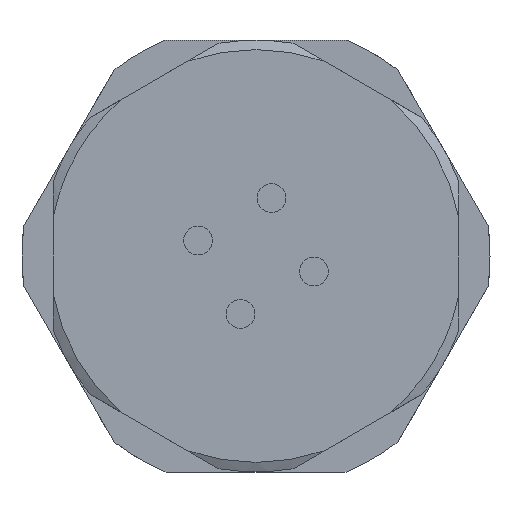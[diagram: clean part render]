
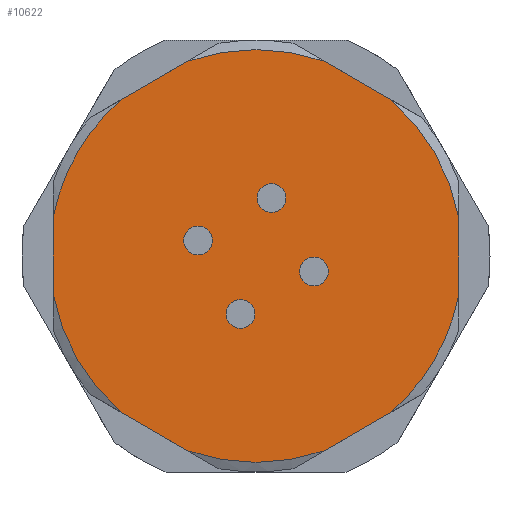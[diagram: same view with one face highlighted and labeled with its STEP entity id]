
A CAD part, front view. The second image highlights one B-rep face of the part: STEP entity #10622.
In plain terms, the highlighted planar face has unit normal (0, -1, 0).
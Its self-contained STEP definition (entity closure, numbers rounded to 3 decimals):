
#1841=DIRECTION('',(0.866,0.,0.5));
#1842=VECTOR('',#1841,3.198);
#1843=CARTESIAN_POINT('',(2.84,-10.017,
-8.118));
#1844=LINE('',#1843,#1842);
#1877=CARTESIAN_POINT('',(0.,-10.017,0.));
#1878=DIRECTION('',(0.,1.,0.));
#1879=DIRECTION('',(0.983,0.,-0.186));
#1880=AXIS2_PLACEMENT_3D('',#1877,#1878,#1879);
#1882=CARTESIAN_POINT('',(0.,-10.017,0.));
#1883=DIRECTION('',(0.,1.,0.));
#1884=DIRECTION('',(0.866,0.,-0.5));
#1885=AXIS2_PLACEMENT_3D('',#1882,#1883,#1884);
#1887=CARTESIAN_POINT('',(0.,-10.017,0.));
#1888=DIRECTION('',(0.,1.,0.));
#1889=DIRECTION('',(0.33,0.,-0.944));
#1890=AXIS2_PLACEMENT_3D('',#1887,#1888,#1889);
#1892=DIRECTION('',(-0.866,0.,0.5));
#1893=VECTOR('',#1892,3.198);
#1894=CARTESIAN_POINT('',(-2.84,-10.017,
-8.118));
#1895=LINE('',#1894,#1893);
#1896=CARTESIAN_POINT('',(0.,-10.017,0.));
#1897=DIRECTION('',(0.,1.,0.));
#1898=DIRECTION('',(-0.652,0.,-0.758));
#1899=AXIS2_PLACEMENT_3D('',#1896,#1897,#1898);
#1901=DIRECTION('',(0.,0.,1.));
#1902=VECTOR('',#1901,3.198);
#1903=CARTESIAN_POINT('',(-8.45,-10.017,-1.599));
#1904=LINE('',#1903,#1902);
#1905=CARTESIAN_POINT('',(0.,-10.017,0.));
#1906=DIRECTION('',(0.,1.,0.));
#1907=DIRECTION('',(-0.983,0.,0.186));
#1908=AXIS2_PLACEMENT_3D('',#1905,#1906,#1907);
#1910=CARTESIAN_POINT('',(0.,-10.017,0.));
#1911=DIRECTION('',(0.,1.,0.));
#1912=DIRECTION('',(-0.866,0.,0.5));
#1913=AXIS2_PLACEMENT_3D('',#1910,#1911,#1912);
#1915=CARTESIAN_POINT('',(0.,-10.017,0.));
#1916=DIRECTION('',(0.,1.,0.));
#1917=DIRECTION('',(-0.33,0.,0.944));
#1918=AXIS2_PLACEMENT_3D('',#1915,#1916,#1917);
#1920=DIRECTION('',(0.866,0.,-0.5));
#1921=VECTOR('',#1920,3.198);
#1922=CARTESIAN_POINT('',(2.84,-10.017,8.118));
#1923=LINE('',#1922,#1921);
#1924=CARTESIAN_POINT('',(0.,-10.017,0.));
#1925=DIRECTION('',(0.,1.,0.));
#1926=DIRECTION('',(0.652,0.,0.758));
#1927=AXIS2_PLACEMENT_3D('',#1924,#1925,#1926);
#1929=DIRECTION('',(0.,0.,-1.));
#1930=VECTOR('',#1929,3.198);
#1931=CARTESIAN_POINT('',(8.45,-10.017,1.599));
#1932=LINE('',#1931,#1930);
#1933=CARTESIAN_POINT('',(-2.415,-10.017,
0.647));
#1934=DIRECTION('',(0.,-1.,0.));
#1935=DIRECTION('',(1.,0.,0.));
#1936=AXIS2_PLACEMENT_3D('',#1933,#1934,#1935);
#1938=CARTESIAN_POINT('',(-2.415,-10.017,
0.647));
#1939=DIRECTION('',(0.,-1.,0.));
#1940=DIRECTION('',(-1.,0.,0.));
#1941=AXIS2_PLACEMENT_3D('',#1938,#1939,#1940);
#1943=CARTESIAN_POINT('',(2.415,-10.017,
-0.647));
#1944=DIRECTION('',(0.,-1.,0.));
#1945=DIRECTION('',(1.,0.,0.));
#1946=AXIS2_PLACEMENT_3D('',#1943,#1944,#1945);
#1948=CARTESIAN_POINT('',(2.415,-10.017,
-0.647));
#1949=DIRECTION('',(0.,-1.,0.));
#1950=DIRECTION('',(-1.,0.,0.));
#1951=AXIS2_PLACEMENT_3D('',#1948,#1949,#1950);
#1953=CARTESIAN_POINT('',(0.647,-10.017,
2.415));
#1954=DIRECTION('',(0.,-1.,0.));
#1955=DIRECTION('',(1.,0.,0.));
#1956=AXIS2_PLACEMENT_3D('',#1953,#1954,#1955);
#1958=CARTESIAN_POINT('',(0.647,-10.017,
2.415));
#1959=DIRECTION('',(0.,-1.,0.));
#1960=DIRECTION('',(-1.,0.,0.));
#1961=AXIS2_PLACEMENT_3D('',#1958,#1959,#1960);
#1963=CARTESIAN_POINT('',(-0.647,-10.017,
-2.415));
#1964=DIRECTION('',(0.,-1.,0.));
#1965=DIRECTION('',(1.,0.,0.));
#1966=AXIS2_PLACEMENT_3D('',#1963,#1964,#1965);
#1968=CARTESIAN_POINT('',(-0.647,-10.017,
-2.415));
#1969=DIRECTION('',(0.,-1.,0.));
#1970=DIRECTION('',(-1.,0.,0.));
#1971=AXIS2_PLACEMENT_3D('',#1968,#1969,#1970);
#1985=CARTESIAN_POINT('',(2.84,-10.017,
-8.118));
#2110=DIRECTION('',(-0.866,0.,-0.5));
#2111=VECTOR('',#2110,3.198);
#2112=CARTESIAN_POINT('',(-2.84,-10.017,
8.118));
#2113=LINE('',#2112,#2111);
#7999=VERTEX_POINT('',#1985);
#8000=CARTESIAN_POINT('',(5.61,-10.017,
-6.518));
#8001=VERTEX_POINT('',#8000);
#8008=CARTESIAN_POINT('',(8.45,-10.017,
-1.599));
#8009=CARTESIAN_POINT('',(7.448,-10.017,
-4.3));
#8010=VERTEX_POINT('',#8008);
#8011=VERTEX_POINT('',#8009);
#8012=CARTESIAN_POINT('',(-2.84,-10.017,
-8.118));
#8013=VERTEX_POINT('',#8012);
#8014=CARTESIAN_POINT('',(-5.61,-10.017,
-6.518));
#8015=VERTEX_POINT('',#8014);
#8016=CARTESIAN_POINT('',(-8.45,-10.017,
-1.599));
#8017=VERTEX_POINT('',#8016);
#8018=CARTESIAN_POINT('',(-8.45,-10.017,1.599));
#8019=VERTEX_POINT('',#8018);
#8020=CARTESIAN_POINT('',(-7.448,-10.017,
4.3));
#8021=VERTEX_POINT('',#8020);
#8022=CARTESIAN_POINT('',(-5.61,-10.017,
6.518));
#8023=VERTEX_POINT('',#8022);
#8024=CARTESIAN_POINT('',(-2.84,-10.017,
8.118));
#8025=VERTEX_POINT('',#8024);
#8026=CARTESIAN_POINT('',(2.84,-10.017,8.118));
#8027=VERTEX_POINT('',#8026);
#8028=CARTESIAN_POINT('',(5.61,-10.017,6.518));
#8029=VERTEX_POINT('',#8028);
#8030=CARTESIAN_POINT('',(8.45,-10.017,1.599));
#8031=VERTEX_POINT('',#8030);
#8032=CARTESIAN_POINT('',(-1.815,-10.017,
0.647));
#8033=CARTESIAN_POINT('',(-3.015,-10.017,
0.647));
#8034=VERTEX_POINT('',#8032);
#8035=VERTEX_POINT('',#8033);
#8036=CARTESIAN_POINT('',(3.015,-10.017,
-0.647));
#8037=CARTESIAN_POINT('',(1.815,-10.017,
-0.647));
#8038=VERTEX_POINT('',#8036);
#8039=VERTEX_POINT('',#8037);
#8040=CARTESIAN_POINT('',(1.247,-10.017,2.415));
#8041=CARTESIAN_POINT('',(0.047,-10.017,
2.415));
#8042=VERTEX_POINT('',#8040);
#8043=VERTEX_POINT('',#8041);
#8044=CARTESIAN_POINT('',(-0.047,-10.017,
-2.415));
#8045=CARTESIAN_POINT('',(-1.247,-10.017,
-2.415));
#8046=VERTEX_POINT('',#8044);
#8047=VERTEX_POINT('',#8045);
#10566=CARTESIAN_POINT('',(-3.875,-10.017,6.712));
#10567=DIRECTION('',(0.,-1.,0.));
#10568=DIRECTION('',(-0.5,0.,0.866));
#10569=AXIS2_PLACEMENT_3D('',#10566,#10567,#10568);
#10570=PLANE('',#10569);
#10571=ORIENTED_EDGE('',*,*,#10556,.T.);
#10572=ORIENTED_EDGE('',*,*,#10554,.T.);
#10573=ORIENTED_EDGE('',*,*,#10524,.F.);
#10575=ORIENTED_EDGE('',*,*,#10574,.T.);
#10577=ORIENTED_EDGE('',*,*,#10576,.T.);
#10579=ORIENTED_EDGE('',*,*,#10578,.T.);
#10581=ORIENTED_EDGE('',*,*,#10580,.T.);
#10583=ORIENTED_EDGE('',*,*,#10582,.T.);
#10585=ORIENTED_EDGE('',*,*,#10584,.T.);
#10587=ORIENTED_EDGE('',*,*,#10586,.F.);
#10589=ORIENTED_EDGE('',*,*,#10588,.T.);
#10591=ORIENTED_EDGE('',*,*,#10590,.T.);
#10593=ORIENTED_EDGE('',*,*,#10592,.T.);
#10595=ORIENTED_EDGE('',*,*,#10594,.T.);
#10596=EDGE_LOOP('',(#10571,#10572,#10573,#10575,#10577,#10579,#10581,#10583,
#10585,#10587,#10589,#10591,#10593,#10595));
#10597=FACE_OUTER_BOUND('',#10596,.F.);
#10599=ORIENTED_EDGE('',*,*,#10598,.T.);
#10601=ORIENTED_EDGE('',*,*,#10600,.T.);
#10602=EDGE_LOOP('',(#10599,#10601));
#10603=FACE_BOUND('',#10602,.F.);
#10605=ORIENTED_EDGE('',*,*,#10604,.T.);
#10607=ORIENTED_EDGE('',*,*,#10606,.T.);
#10608=EDGE_LOOP('',(#10605,#10607));
#10609=FACE_BOUND('',#10608,.F.);
#10611=ORIENTED_EDGE('',*,*,#10610,.T.);
#10613=ORIENTED_EDGE('',*,*,#10612,.T.);
#10614=EDGE_LOOP('',(#10611,#10613));
#10615=FACE_BOUND('',#10614,.F.);
#10617=ORIENTED_EDGE('',*,*,#10616,.T.);
#10619=ORIENTED_EDGE('',*,*,#10618,.T.);
#10620=EDGE_LOOP('',(#10617,#10619));
#10621=FACE_BOUND('',#10620,.F.);
#10622=ADVANCED_FACE('',(#10597,#10603,#10609,#10615,#10621),#10570,.T.);
#1881=CIRCLE('',#1880,8.6);
#1886=CIRCLE('',#1885,8.6);
#1891=CIRCLE('',#1890,8.6);
#1900=CIRCLE('',#1899,8.6);
#1909=CIRCLE('',#1908,8.6);
#1914=CIRCLE('',#1913,8.6);
#1919=CIRCLE('',#1918,8.6);
#1928=CIRCLE('',#1927,8.6);
#1937=CIRCLE('',#1936,0.6);
#1942=CIRCLE('',#1941,0.6);
#1947=CIRCLE('',#1946,0.6);
#1952=CIRCLE('',#1951,0.6);
#1957=CIRCLE('',#1956,0.6);
#1962=CIRCLE('',#1961,0.6);
#1967=CIRCLE('',#1966,0.6);
#1972=CIRCLE('',#1971,0.6);
#10524=EDGE_CURVE('',#7999,#8001,#1844,.T.);
#10554=EDGE_CURVE('',#8011,#8001,#1886,.T.);
#10556=EDGE_CURVE('',#8010,#8011,#1881,.T.);
#10574=EDGE_CURVE('',#7999,#8013,#1891,.T.);
#10576=EDGE_CURVE('',#8013,#8015,#1895,.T.);
#10578=EDGE_CURVE('',#8015,#8017,#1900,.T.);
#10580=EDGE_CURVE('',#8017,#8019,#1904,.T.);
#10582=EDGE_CURVE('',#8019,#8021,#1909,.T.);
#10584=EDGE_CURVE('',#8021,#8023,#1914,.T.);
#10586=EDGE_CURVE('',#8025,#8023,#2113,.T.);
#10588=EDGE_CURVE('',#8025,#8027,#1919,.T.);
#10590=EDGE_CURVE('',#8027,#8029,#1923,.T.);
#10592=EDGE_CURVE('',#8029,#8031,#1928,.T.);
#10594=EDGE_CURVE('',#8031,#8010,#1932,.T.);
#10598=EDGE_CURVE('',#8034,#8035,#1937,.T.);
#10600=EDGE_CURVE('',#8035,#8034,#1942,.T.);
#10604=EDGE_CURVE('',#8038,#8039,#1947,.T.);
#10606=EDGE_CURVE('',#8039,#8038,#1952,.T.);
#10610=EDGE_CURVE('',#8042,#8043,#1957,.T.);
#10612=EDGE_CURVE('',#8043,#8042,#1962,.T.);
#10616=EDGE_CURVE('',#8046,#8047,#1967,.T.);
#10618=EDGE_CURVE('',#8047,#8046,#1972,.T.);
